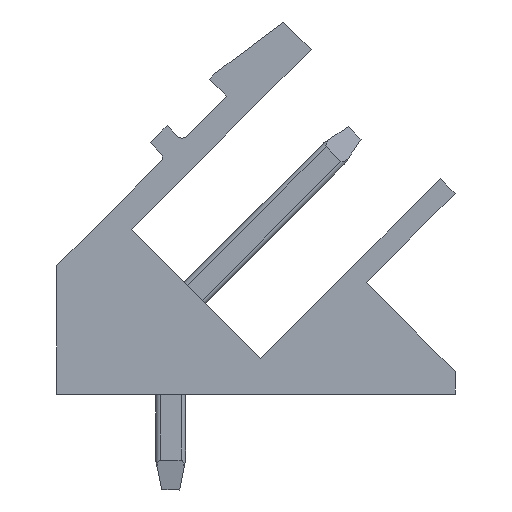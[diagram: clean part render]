
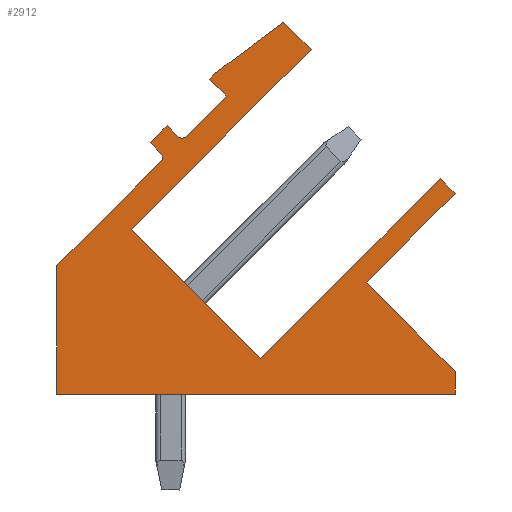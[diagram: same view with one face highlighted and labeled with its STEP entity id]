
A CAD part, left-side view. The second image highlights one B-rep face of the part: STEP entity #2912.
In plain terms, the highlighted planar face has unit normal (-1, 0, 0).
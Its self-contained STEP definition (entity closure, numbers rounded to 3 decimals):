
#1431=AXIS2_PLACEMENT_3D('Circle Axis2P3D',#1429,#1430,$) ;
#1555=AXIS2_PLACEMENT_3D('Circle Axis2P3D',#1553,#1554,$) ;
#2888=AXIS2_PLACEMENT_3D('Plane Axis2P3D',#2885,#2886,#2887) ;
#49=CARTESIAN_POINT('Vertex',(0.,6.505,4.385)) ;
#52=CARTESIAN_POINT('Line Origine',(0.,3.5,7.39)) ;
#56=CARTESIAN_POINT('Vertex',(0.,0.495,10.395)) ;
#87=CARTESIAN_POINT('Vertex',(0.,10.819,8.698)) ;
#90=CARTESIAN_POINT('Line Origine',(0.,8.662,6.541)) ;
#1240=CARTESIAN_POINT('Vertex',(0.,4.808,14.708)) ;
#1243=CARTESIAN_POINT('Line Origine',(0.,7.814,11.703)) ;
#1271=CARTESIAN_POINT('Vertex',(0.,5.728,15.628)) ;
#1274=CARTESIAN_POINT('Line Origine',(0.,5.268,15.168)) ;
#1302=CARTESIAN_POINT('Vertex',(0.,7.99,13.931)) ;
#1305=CARTESIAN_POINT('Line Origine',(0.,6.859,14.779)) ;
#1333=CARTESIAN_POINT('Vertex',(0.,8.202,13.718)) ;
#1336=CARTESIAN_POINT('Line Origine',(0.,8.096,13.824)) ;
#1364=CARTESIAN_POINT('Vertex',(0.,7.637,13.153)) ;
#1367=CARTESIAN_POINT('Line Origine',(0.,7.92,13.436)) ;
#1395=CARTESIAN_POINT('Vertex',(0.,8.98,11.809)) ;
#1398=CARTESIAN_POINT('Line Origine',(0.,8.309,12.481)) ;
#1426=CARTESIAN_POINT('Vertex',(0.,9.263,11.809)) ;
#1429=CARTESIAN_POINT('Axis2P3D Location',(0.,9.122,11.951)) ;
#1457=CARTESIAN_POINT('Vertex',(0.,9.617,12.163)) ;
#1460=CARTESIAN_POINT('Line Origine',(0.,9.44,11.986)) ;
#1488=CARTESIAN_POINT('Vertex',(0.,10.182,11.597)) ;
#1491=CARTESIAN_POINT('Line Origine',(0.,9.899,11.88)) ;
#1519=CARTESIAN_POINT('Vertex',(0.,9.829,11.244)) ;
#1522=CARTESIAN_POINT('Line Origine',(0.,10.006,11.42)) ;
#1550=CARTESIAN_POINT('Vertex',(0.,9.829,10.961)) ;
#1553=CARTESIAN_POINT('Axis2P3D Location',(0.,9.97,11.102)) ;
#1576=CARTESIAN_POINT('Vertex',(0.,13.3,7.489)) ;
#1579=CARTESIAN_POINT('Line Origine',(0.,11.564,9.225)) ;
#1607=CARTESIAN_POINT('Vertex',(0.,13.3,3.2)) ;
#1610=CARTESIAN_POINT('Line Origine',(0.,13.3,5.345)) ;
#1638=CARTESIAN_POINT('Vertex',(0.,0.,3.2)) ;
#1641=CARTESIAN_POINT('Line Origine',(0.,6.65,3.2)) ;
#2791=CARTESIAN_POINT('Vertex',(0.,0.,3.96)) ;
#2794=CARTESIAN_POINT('Line Origine',(0.,0.,3.58)) ;
#2822=CARTESIAN_POINT('Vertex',(0.,2.97,6.93)) ;
#2825=CARTESIAN_POINT('Line Origine',(0.,1.485,5.445)) ;
#2853=CARTESIAN_POINT('Vertex',(0.,0.,9.9)) ;
#2856=CARTESIAN_POINT('Line Origine',(0.,1.485,8.415)) ;
#2873=CARTESIAN_POINT('Line Origine',(0.,0.247,10.147)) ;
#2885=CARTESIAN_POINT('Axis2P3D Location',(0.,0.,0.)) ;
#53=DIRECTION('Vector Direction',(0.,0.707,-0.707)) ;
#91=DIRECTION('Vector Direction',(0.,-0.707,-0.707)) ;
#1244=DIRECTION('Vector Direction',(0.,-0.707,0.707)) ;
#1275=DIRECTION('Vector Direction',(0.,-0.707,-0.707)) ;
#1306=DIRECTION('Vector Direction',(0.,-0.8,0.6)) ;
#1337=DIRECTION('Vector Direction',(0.,-0.707,0.707)) ;
#1368=DIRECTION('Vector Direction',(0.,0.707,0.707)) ;
#1399=DIRECTION('Vector Direction',(0.,-0.707,0.707)) ;
#1430=DIRECTION('Axis2P3D Direction',(-1.,0.,0.)) ;
#1461=DIRECTION('Vector Direction',(0.,-0.707,-0.707)) ;
#1492=DIRECTION('Vector Direction',(0.,-0.707,0.707)) ;
#1523=DIRECTION('Vector Direction',(0.,0.707,0.707)) ;
#1554=DIRECTION('Axis2P3D Direction',(-1.,0.,0.)) ;
#1580=DIRECTION('Vector Direction',(0.,-0.707,0.707)) ;
#1611=DIRECTION('Vector Direction',(0.,0.,1.)) ;
#1642=DIRECTION('Vector Direction',(0.,1.,0.)) ;
#2795=DIRECTION('Vector Direction',(0.,0.,-1.)) ;
#2826=DIRECTION('Vector Direction',(0.,-0.707,-0.707)) ;
#2857=DIRECTION('Vector Direction',(0.,0.707,-0.707)) ;
#2874=DIRECTION('Vector Direction',(0.,-0.707,-0.707)) ;
#2886=DIRECTION('Axis2P3D Direction',(-1.,0.,0.)) ;
#2887=DIRECTION('Axis2P3D XDirection',(0.,0.,1.)) ;
#54=VECTOR('Line Direction',#53,1.) ;
#92=VECTOR('Line Direction',#91,1.) ;
#1245=VECTOR('Line Direction',#1244,1.) ;
#1276=VECTOR('Line Direction',#1275,1.) ;
#1307=VECTOR('Line Direction',#1306,1.) ;
#1338=VECTOR('Line Direction',#1337,1.) ;
#1369=VECTOR('Line Direction',#1368,1.) ;
#1400=VECTOR('Line Direction',#1399,1.) ;
#1462=VECTOR('Line Direction',#1461,1.) ;
#1493=VECTOR('Line Direction',#1492,1.) ;
#1524=VECTOR('Line Direction',#1523,1.) ;
#1581=VECTOR('Line Direction',#1580,1.) ;
#1612=VECTOR('Line Direction',#1611,1.) ;
#1643=VECTOR('Line Direction',#1642,1.) ;
#2796=VECTOR('Line Direction',#2795,1.) ;
#2827=VECTOR('Line Direction',#2826,1.) ;
#2858=VECTOR('Line Direction',#2857,1.) ;
#2875=VECTOR('Line Direction',#2874,1.) ;
#2891=ORIENTED_EDGE('',*,*,#58,.T.) ;
#2892=ORIENTED_EDGE('',*,*,#94,.T.) ;
#2893=ORIENTED_EDGE('',*,*,#1247,.T.) ;
#2894=ORIENTED_EDGE('',*,*,#1278,.T.) ;
#2895=ORIENTED_EDGE('',*,*,#1309,.T.) ;
#2896=ORIENTED_EDGE('',*,*,#1340,.T.) ;
#2897=ORIENTED_EDGE('',*,*,#1371,.T.) ;
#2898=ORIENTED_EDGE('',*,*,#1402,.T.) ;
#2899=ORIENTED_EDGE('',*,*,#1433,.T.) ;
#2900=ORIENTED_EDGE('',*,*,#1464,.T.) ;
#2901=ORIENTED_EDGE('',*,*,#1495,.T.) ;
#2902=ORIENTED_EDGE('',*,*,#1526,.T.) ;
#2903=ORIENTED_EDGE('',*,*,#1557,.T.) ;
#2904=ORIENTED_EDGE('',*,*,#1583,.T.) ;
#2905=ORIENTED_EDGE('',*,*,#1614,.T.) ;
#2906=ORIENTED_EDGE('',*,*,#1645,.T.) ;
#2907=ORIENTED_EDGE('',*,*,#2798,.T.) ;
#2908=ORIENTED_EDGE('',*,*,#2829,.T.) ;
#2909=ORIENTED_EDGE('',*,*,#2860,.T.) ;
#2910=ORIENTED_EDGE('',*,*,#2877,.T.) ;
#2912=ADVANCED_FACE('Housing',(#2911),#2889,.T.) ;
#1432=CIRCLE('generated circle',#1431,0.2) ;
#1556=CIRCLE('generated circle',#1555,0.2) ;
#58=EDGE_CURVE('',#57,#50,#55,.T.) ;
#94=EDGE_CURVE('',#50,#88,#93,.F.) ;
#1247=EDGE_CURVE('',#88,#1241,#1246,.T.) ;
#1278=EDGE_CURVE('',#1241,#1272,#1277,.F.) ;
#1309=EDGE_CURVE('',#1272,#1303,#1308,.F.) ;
#1340=EDGE_CURVE('',#1303,#1334,#1339,.F.) ;
#1371=EDGE_CURVE('',#1334,#1365,#1370,.F.) ;
#1402=EDGE_CURVE('',#1365,#1396,#1401,.F.) ;
#1433=EDGE_CURVE('',#1396,#1427,#1432,.F.) ;
#1464=EDGE_CURVE('',#1427,#1458,#1463,.F.) ;
#1495=EDGE_CURVE('',#1458,#1489,#1494,.F.) ;
#1526=EDGE_CURVE('',#1489,#1520,#1525,.F.) ;
#1557=EDGE_CURVE('',#1520,#1551,#1556,.F.) ;
#1583=EDGE_CURVE('',#1551,#1577,#1582,.F.) ;
#1614=EDGE_CURVE('',#1577,#1608,#1613,.F.) ;
#1645=EDGE_CURVE('',#1608,#1639,#1644,.F.) ;
#2798=EDGE_CURVE('',#1639,#2792,#2797,.F.) ;
#2829=EDGE_CURVE('',#2792,#2823,#2828,.F.) ;
#2860=EDGE_CURVE('',#2823,#2854,#2859,.F.) ;
#2877=EDGE_CURVE('',#2854,#57,#2876,.F.) ;
#2890=EDGE_LOOP('',(#2891,#2892,#2893,#2894,#2895,#2896,#2897,#2898,#2899,#2900,#2901,#2902,#2903,#2904,#2905,#2906,#2907,#2908,#2909,#2910)) ;
#2911=FACE_OUTER_BOUND('',#2890,.T.) ;
#55=LINE('Line',#52,#54) ;
#93=LINE('Line',#90,#92) ;
#1246=LINE('Line',#1243,#1245) ;
#1277=LINE('Line',#1274,#1276) ;
#1308=LINE('Line',#1305,#1307) ;
#1339=LINE('Line',#1336,#1338) ;
#1370=LINE('Line',#1367,#1369) ;
#1401=LINE('Line',#1398,#1400) ;
#1463=LINE('Line',#1460,#1462) ;
#1494=LINE('Line',#1491,#1493) ;
#1525=LINE('Line',#1522,#1524) ;
#1582=LINE('Line',#1579,#1581) ;
#1613=LINE('Line',#1610,#1612) ;
#1644=LINE('Line',#1641,#1643) ;
#2797=LINE('Line',#2794,#2796) ;
#2828=LINE('Line',#2825,#2827) ;
#2859=LINE('Line',#2856,#2858) ;
#2876=LINE('Line',#2873,#2875) ;
#2889=PLANE('',#2888) ;
#50=VERTEX_POINT('',#49) ;
#57=VERTEX_POINT('',#56) ;
#88=VERTEX_POINT('',#87) ;
#1241=VERTEX_POINT('',#1240) ;
#1272=VERTEX_POINT('',#1271) ;
#1303=VERTEX_POINT('',#1302) ;
#1334=VERTEX_POINT('',#1333) ;
#1365=VERTEX_POINT('',#1364) ;
#1396=VERTEX_POINT('',#1395) ;
#1427=VERTEX_POINT('',#1426) ;
#1458=VERTEX_POINT('',#1457) ;
#1489=VERTEX_POINT('',#1488) ;
#1520=VERTEX_POINT('',#1519) ;
#1551=VERTEX_POINT('',#1550) ;
#1577=VERTEX_POINT('',#1576) ;
#1608=VERTEX_POINT('',#1607) ;
#1639=VERTEX_POINT('',#1638) ;
#2792=VERTEX_POINT('',#2791) ;
#2823=VERTEX_POINT('',#2822) ;
#2854=VERTEX_POINT('',#2853) ;
